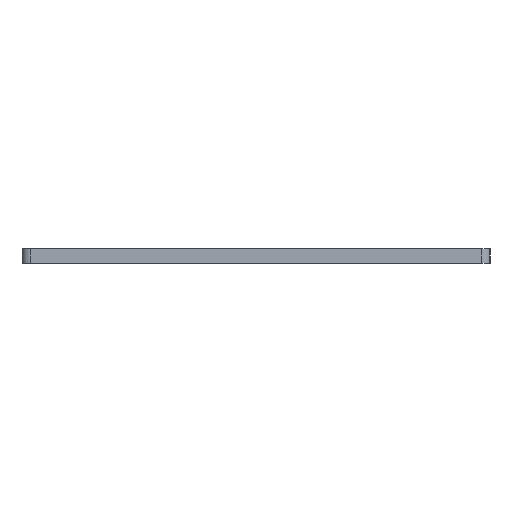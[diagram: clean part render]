
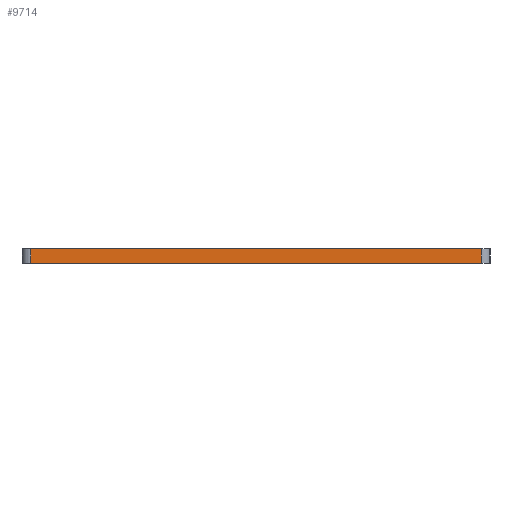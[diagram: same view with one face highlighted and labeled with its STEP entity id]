
A CAD part, left-side view. The second image highlights one B-rep face of the part: STEP entity #9714.
In plain terms, the highlighted planar face has unit normal (-1, 0, 0).
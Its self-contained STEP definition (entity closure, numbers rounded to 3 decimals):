
#83 = PLANE('',#84);
#84 = AXIS2_PLACEMENT_3D('',#85,#86,#87);
#85 = CARTESIAN_POINT('',(147.803,-105.08,1.6));
#86 = DIRECTION('',(-0.,-0.,-1.));
#87 = DIRECTION('',(-1.,0.,0.));
#137 = PLANE('',#138);
#138 = AXIS2_PLACEMENT_3D('',#139,#140,#141);
#139 = CARTESIAN_POINT('',(147.803,-105.08,0.));
#140 = DIRECTION('',(-0.,-0.,-1.));
#141 = DIRECTION('',(-1.,0.,0.));
#391 = VERTEX_POINT('',#392);
#392 = CARTESIAN_POINT('',(97.701,-130.674,0.));
#411 = CYLINDRICAL_SURFACE('',#412,1.);
#412 = AXIS2_PLACEMENT_3D('',#413,#414,#415);
#413 = CARTESIAN_POINT('',(98.701,-130.674,0.));
#414 = DIRECTION('',(-0.,-0.,-1.));
#415 = DIRECTION('',(1.,0.,-0.));
#423 = EDGE_CURVE('',#391,#424,#426,.T.);
#424 = VERTEX_POINT('',#425);
#425 = CARTESIAN_POINT('',(97.701,-79.334,0.));
#426 = SURFACE_CURVE('',#427,(#431,#438),.PCURVE_S1.);
#427 = LINE('',#428,#429);
#428 = CARTESIAN_POINT('',(97.701,-130.674,0.));
#429 = VECTOR('',#430,1.);
#430 = DIRECTION('',(0.,1.,0.));
#431 = PCURVE('',#137,#432);
#432 = DEFINITIONAL_REPRESENTATION('',(#433),#437);
#433 = LINE('',#434,#435);
#434 = CARTESIAN_POINT('',(50.101,-25.594));
#435 = VECTOR('',#436,1.);
#436 = DIRECTION('',(0.,1.));
#437 = ( GEOMETRIC_REPRESENTATION_CONTEXT(2) 
PARAMETRIC_REPRESENTATION_CONTEXT() REPRESENTATION_CONTEXT('2D SPACE',''
  ) );
#438 = PCURVE('',#439,#444);
#439 = PLANE('',#440);
#440 = AXIS2_PLACEMENT_3D('',#441,#442,#443);
#441 = CARTESIAN_POINT('',(97.701,-130.674,0.));
#442 = DIRECTION('',(-1.,0.,0.));
#443 = DIRECTION('',(0.,1.,0.));
#444 = DEFINITIONAL_REPRESENTATION('',(#445),#449);
#445 = LINE('',#446,#447);
#446 = CARTESIAN_POINT('',(0.,0.));
#447 = VECTOR('',#448,1.);
#448 = DIRECTION('',(1.,0.));
#449 = ( GEOMETRIC_REPRESENTATION_CONTEXT(2) 
PARAMETRIC_REPRESENTATION_CONTEXT() REPRESENTATION_CONTEXT('2D SPACE',''
  ) );
#472 = CYLINDRICAL_SURFACE('',#473,1.);
#473 = AXIS2_PLACEMENT_3D('',#474,#475,#476);
#474 = CARTESIAN_POINT('',(98.701,-79.334,0.));
#475 = DIRECTION('',(-0.,-0.,-1.));
#476 = DIRECTION('',(1.,0.,-0.));
#5335 = VERTEX_POINT('',#5336);
#5336 = CARTESIAN_POINT('',(97.701,-130.674,1.6));
#5362 = EDGE_CURVE('',#5335,#5363,#5365,.T.);
#5363 = VERTEX_POINT('',#5364);
#5364 = CARTESIAN_POINT('',(97.701,-79.334,1.6));
#5365 = SURFACE_CURVE('',#5366,(#5370,#5377),.PCURVE_S1.);
#5366 = LINE('',#5367,#5368);
#5367 = CARTESIAN_POINT('',(97.701,-130.674,1.6));
#5368 = VECTOR('',#5369,1.);
#5369 = DIRECTION('',(0.,1.,0.));
#5370 = PCURVE('',#83,#5371);
#5371 = DEFINITIONAL_REPRESENTATION('',(#5372),#5376);
#5372 = LINE('',#5373,#5374);
#5373 = CARTESIAN_POINT('',(50.101,-25.594));
#5374 = VECTOR('',#5375,1.);
#5375 = DIRECTION('',(0.,1.));
#5376 = ( GEOMETRIC_REPRESENTATION_CONTEXT(2) 
PARAMETRIC_REPRESENTATION_CONTEXT() REPRESENTATION_CONTEXT('2D SPACE',''
  ) );
#5377 = PCURVE('',#439,#5378);
#5378 = DEFINITIONAL_REPRESENTATION('',(#5379),#5383);
#5379 = LINE('',#5380,#5381);
#5380 = CARTESIAN_POINT('',(0.,-1.6));
#5381 = VECTOR('',#5382,1.);
#5382 = DIRECTION('',(1.,0.));
#5383 = ( GEOMETRIC_REPRESENTATION_CONTEXT(2) 
PARAMETRIC_REPRESENTATION_CONTEXT() REPRESENTATION_CONTEXT('2D SPACE',''
  ) );
#9666 = EDGE_CURVE('',#424,#5363,#9667,.T.);
#9667 = SURFACE_CURVE('',#9668,(#9672,#9679),.PCURVE_S1.);
#9668 = LINE('',#9669,#9670);
#9669 = CARTESIAN_POINT('',(97.701,-79.334,0.));
#9670 = VECTOR('',#9671,1.);
#9671 = DIRECTION('',(0.,0.,1.));
#9672 = PCURVE('',#472,#9673);
#9673 = DEFINITIONAL_REPRESENTATION('',(#9674),#9678);
#9674 = LINE('',#9675,#9676);
#9675 = CARTESIAN_POINT('',(-3.141,0.));
#9676 = VECTOR('',#9677,1.);
#9677 = DIRECTION('',(-0.,-1.));
#9678 = ( GEOMETRIC_REPRESENTATION_CONTEXT(2) 
PARAMETRIC_REPRESENTATION_CONTEXT() REPRESENTATION_CONTEXT('2D SPACE',''
  ) );
#9679 = PCURVE('',#439,#9680);
#9680 = DEFINITIONAL_REPRESENTATION('',(#9681),#9685);
#9681 = LINE('',#9682,#9683);
#9682 = CARTESIAN_POINT('',(51.34,0.));
#9683 = VECTOR('',#9684,1.);
#9684 = DIRECTION('',(0.,-1.));
#9685 = ( GEOMETRIC_REPRESENTATION_CONTEXT(2) 
PARAMETRIC_REPRESENTATION_CONTEXT() REPRESENTATION_CONTEXT('2D SPACE',''
  ) );
#9691 = EDGE_CURVE('',#391,#5335,#9692,.T.);
#9692 = SURFACE_CURVE('',#9693,(#9697,#9704),.PCURVE_S1.);
#9693 = LINE('',#9694,#9695);
#9694 = CARTESIAN_POINT('',(97.701,-130.674,0.));
#9695 = VECTOR('',#9696,1.);
#9696 = DIRECTION('',(0.,0.,1.));
#9697 = PCURVE('',#411,#9698);
#9698 = DEFINITIONAL_REPRESENTATION('',(#9699),#9703);
#9699 = LINE('',#9700,#9701);
#9700 = CARTESIAN_POINT('',(-3.141,0.));
#9701 = VECTOR('',#9702,1.);
#9702 = DIRECTION('',(-0.,-1.));
#9703 = ( GEOMETRIC_REPRESENTATION_CONTEXT(2) 
PARAMETRIC_REPRESENTATION_CONTEXT() REPRESENTATION_CONTEXT('2D SPACE',''
  ) );
#9704 = PCURVE('',#439,#9705);
#9705 = DEFINITIONAL_REPRESENTATION('',(#9706),#9710);
#9706 = LINE('',#9707,#9708);
#9707 = CARTESIAN_POINT('',(0.,0.));
#9708 = VECTOR('',#9709,1.);
#9709 = DIRECTION('',(0.,-1.));
#9710 = ( GEOMETRIC_REPRESENTATION_CONTEXT(2) 
PARAMETRIC_REPRESENTATION_CONTEXT() REPRESENTATION_CONTEXT('2D SPACE',''
  ) );
#9714 = ADVANCED_FACE('',(#9715),#439,.T.);
#9715 = FACE_BOUND('',#9716,.T.);
#9716 = EDGE_LOOP('',(#9717,#9718,#9719,#9720));
#9717 = ORIENTED_EDGE('',*,*,#9691,.T.);
#9718 = ORIENTED_EDGE('',*,*,#5362,.T.);
#9719 = ORIENTED_EDGE('',*,*,#9666,.F.);
#9720 = ORIENTED_EDGE('',*,*,#423,.F.);
